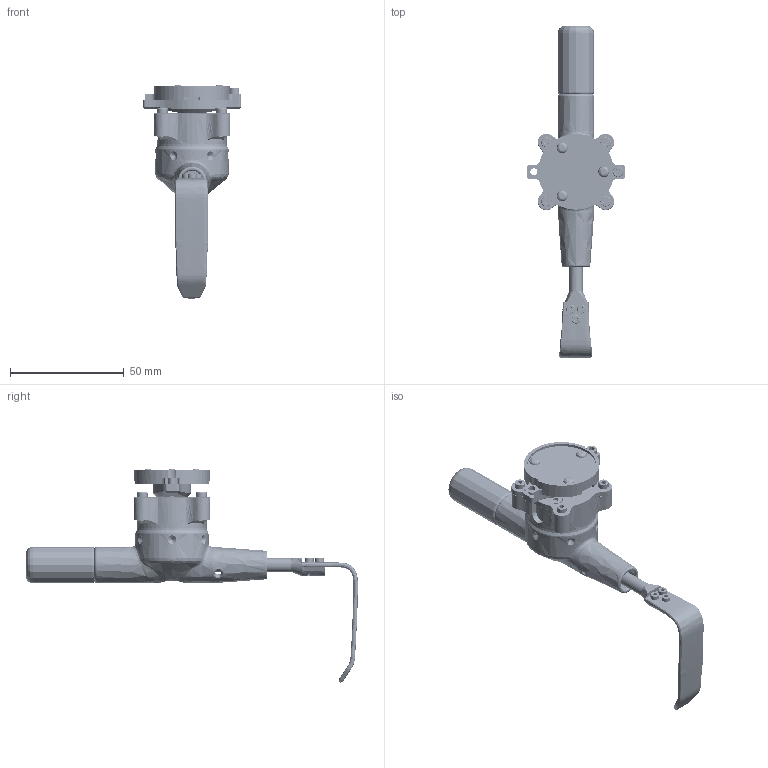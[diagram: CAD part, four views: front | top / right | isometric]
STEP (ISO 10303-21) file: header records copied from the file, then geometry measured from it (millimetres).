
FILE_DESCRIPTION(/* description */ (''),/* implementation_level */ '2;1');
FILE_NAME(/* name */ 'RetractorAssemblyV2',/* time_stamp */ '2016-12-14T15:09:43-05:00',/* author */ (''),/* organization */ (''),/* preprocessor_version */ 'ST-DEVELOPER v15',/* originating_system */ '',/* authorisation */ '');
FILE_SCHEMA (('AUTOMOTIVE_DESIGN'));
Products named in the file (1): Document
Bounding box: 42.93 x 145.96 x 93.74 mm (x, y, z)
Volume: 36976.3 mm3; surface area: 34363.6 mm2
Topology: 17 solids, 929 shells, 2176 faces, 4966 edges, 3719 vertices
Faces by surface type: bspline 1823, plane 353
Entity records: 157439 total; most frequent: CARTESIAN_POINT 122424, ORIENTED_EDGE 8063, EDGE_CURVE 4948, VERTEX_POINT 3717, EDGE_LOOP 2311, B_SPLINE_CURVE_WITH_KNOTS 2181, ADVANCED_FACE 2176, FACE_OUTER_BOUND 2176
